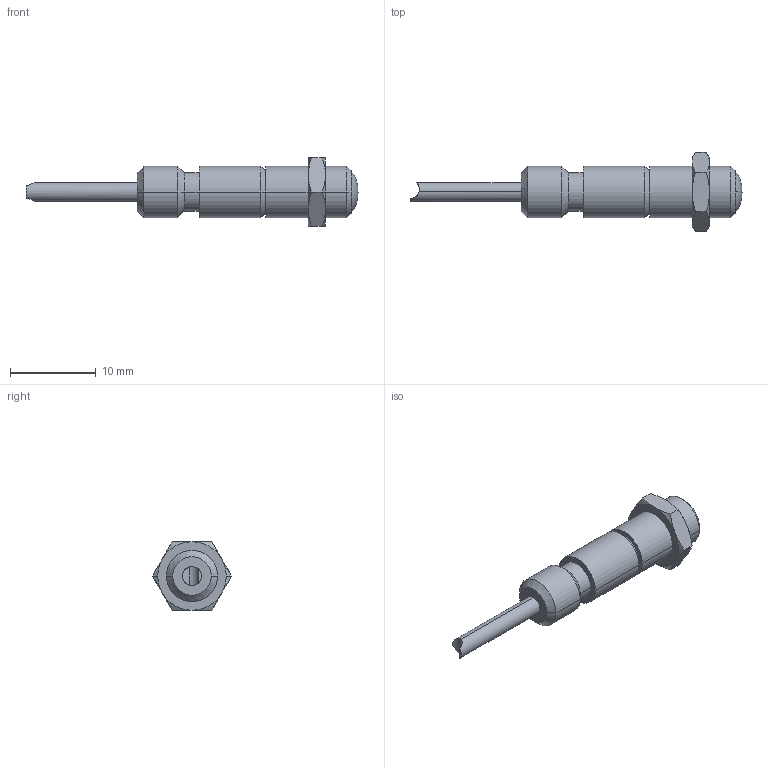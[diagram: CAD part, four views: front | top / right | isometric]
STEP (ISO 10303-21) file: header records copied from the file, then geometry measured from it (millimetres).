
FILE_DESCRIPTION(('STEP AP242'),'1');
FILE_NAME('systeme_xuya212_a_005_b__au_metre_.stp','2021-09-28T13:37:55',('TraceParts'),('TraceParts S.A.'),'Spatial InterOp 3D',' ',' ');
FILE_SCHEMA(('AP242_MANAGED_MODEL_BASED_3D_ENGINEERING_MIM_LF {1 0 10303 442 1 1 4}'));
Length unit declared in the file: millimetre
Products named in the file (1): systeme_xuya212_a_005_b__au_metre__1
Bounding box: 38.81 x 9.24 x 8 mm (x, y, z)
Volume: 791.8 mm3; surface area: 765.9 mm2
Topology: 2 solids, 2 shells, 59 faces, 128 edges, 75 vertices
Faces by surface type: cone 28, cylinder 16, plane 13, torus 2
Entity records: 2343 total; most frequent: CARTESIAN_POINT 608, DIRECTION 278, ORIENTED_EDGE 252, EDGE_CURVE 126, AXIS2_PLACEMENT_3D 120, VERTEX_POINT 75, EDGE_LOOP 65, STYLED_ITEM 59
